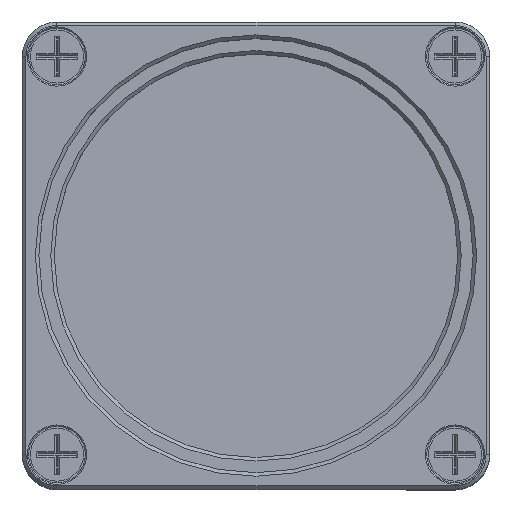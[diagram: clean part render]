
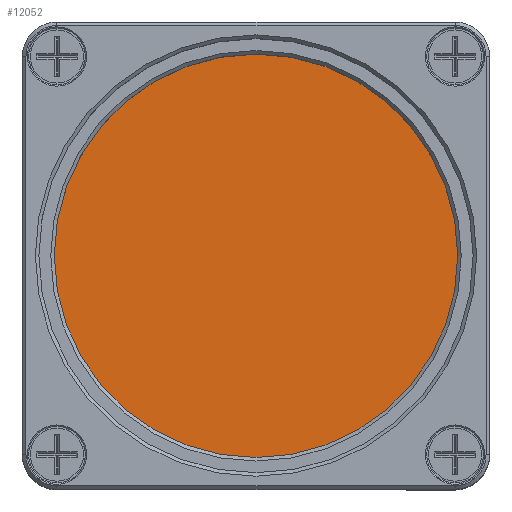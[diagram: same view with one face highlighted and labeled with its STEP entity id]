
A CAD part, top view. The second image highlights one B-rep face of the part: STEP entity #12052.
In plain terms, the highlighted planar face has unit normal (0, 0, 1).
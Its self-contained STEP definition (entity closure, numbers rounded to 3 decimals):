
#9694=FACE_OUTER_BOUND('',#22362,.T.);
#12052=ADVANCED_FACE('',(#9694),#13251,.T.);
#13251=PLANE('',#43936);
#22362=EDGE_LOOP('',(#31274));
#31274=ORIENTED_EDGE('',*,*,#39447,.T.);
#34864=VERTEX_POINT('',#66655);
#39447=EDGE_CURVE('',#34864,#34864,#40935,.T.);
#40935=CIRCLE('',#43933,12.5);
#43933=AXIS2_PLACEMENT_3D('',#66654,#53042,#53043);
#43936=AXIS2_PLACEMENT_3D('',#66659,#53048,#53049);
#53042=DIRECTION('',(0.,0.,1.));
#53043=DIRECTION('',(1.,0.,0.));
#53048=DIRECTION('',(0.,0.,1.));
#53049=DIRECTION('',(1.,0.,0.));
#66654=CARTESIAN_POINT('',(0.,0.,1.1));
#66655=CARTESIAN_POINT('',(12.5,0.,1.1));
#66659=CARTESIAN_POINT('',(0.,0.,1.1));
